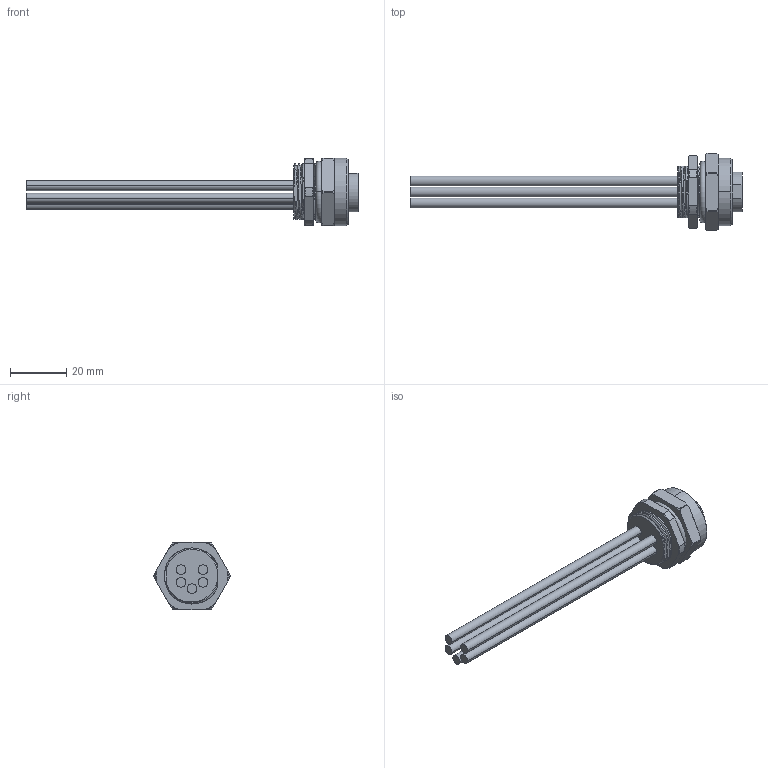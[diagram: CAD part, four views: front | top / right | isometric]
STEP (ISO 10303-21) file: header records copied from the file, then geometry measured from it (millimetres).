
FILE_DESCRIPTION((''),'2;1');
FILE_NAME('FMK52_ASM','2019-02-02T',('Dell'),(''),'CREO PARAMETRIC BY PTC INC, 2017020','CREO PARAMETRIC BY PTC INC, 2017020','');
FILE_SCHEMA(('CONFIG_CONTROL_DESIGN'));
Length unit declared in the file: millimetre
Products named in the file (1): FMK52_ASM
Bounding box: 118.5 x 27.5 x 24 mm (x, y, z)
Volume: 12061.2 mm3; surface area: 11289.4 mm2
Topology: 1 solids, 1 shells, 271 faces, 673 edges, 443 vertices
Faces by surface type: plane 109, cylinder 108, cone 38, bspline 14, torus 2
Entity records: 11229 total; most frequent: CARTESIAN_POINT 4876, ORIENTED_EDGE 1346, DIRECTION 1252, EDGE_CURVE 673, AXIS2_PLACEMENT_3D 498, VERTEX_POINT 443, EDGE_LOOP 312, FACE_OUTER_BOUND 271
